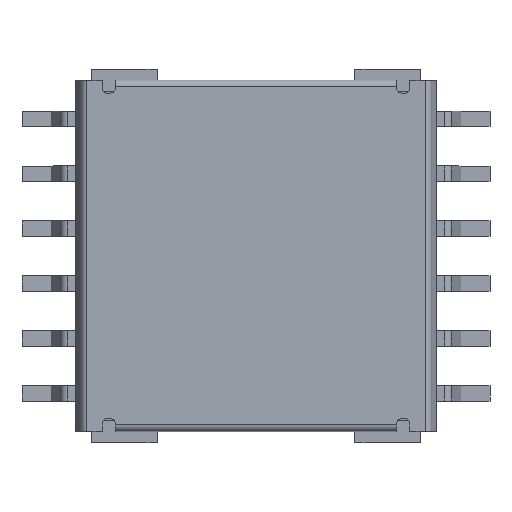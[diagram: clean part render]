
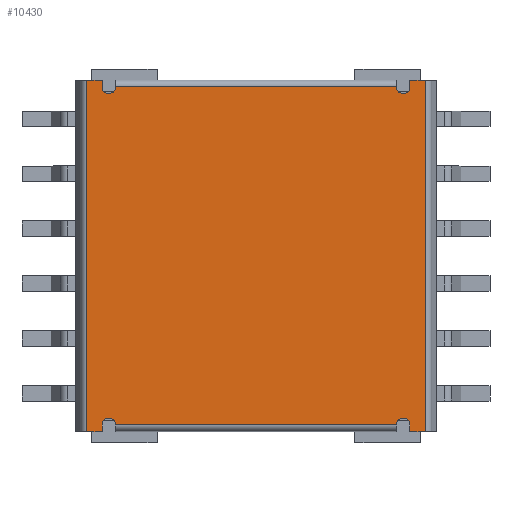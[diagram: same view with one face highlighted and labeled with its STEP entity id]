
A CAD part, top view. The second image highlights one B-rep face of the part: STEP entity #10430.
In plain terms, the highlighted planar face has unit normal (0, 0, 1).
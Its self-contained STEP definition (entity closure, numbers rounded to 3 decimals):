
#510=CARTESIAN_POINT('',(-6.725,-7.7,3.825));
#520=VERTEX_POINT('',#510);
#550=CARTESIAN_POINT('',(-0.025,-7.7,3.825));
#560=DIRECTION('',(1.,0.,0.));
#570=VECTOR('',#560,1.);
#580=LINE('',#550,#570);
#590=CARTESIAN_POINT('',(6.075,-7.7,3.825));
#600=VERTEX_POINT('',#590);
#610=EDGE_CURVE('',#520,#600,#580,.T.);
#1240=CARTESIAN_POINT('',(6.075,7.7,3.825));
#1250=VERTEX_POINT('',#1240);
#1280=CARTESIAN_POINT('',(-0.025,7.7,3.825));
#1290=DIRECTION('',(-1.,0.,0.));
#1300=VECTOR('',#1290,1.);
#1310=LINE('',#1280,#1300);
#1320=CARTESIAN_POINT('',(-6.725,7.7,3.825));
#1330=VERTEX_POINT('',#1320);
#1340=EDGE_CURVE('',#1250,#1330,#1310,.T.);
#2900=CARTESIAN_POINT('',(6.425,7.4,3.825));
#2910=VERTEX_POINT('',#2900);
#2940=CARTESIAN_POINT('',(2.492,7.4,3.825));
#2950=DIRECTION('',(1.,0.,0.));
#2960=VECTOR('',#2950,1.);
#2970=LINE('',#2940,#2960);
#2980=CARTESIAN_POINT('',(6.325,7.4,3.825));
#2990=VERTEX_POINT('',#2980);
#3000=EDGE_CURVE('',#2990,#2910,#2970,.T.);
#3240=CARTESIAN_POINT('',(6.425,7.65,3.825));
#3250=DIRECTION('',(0.,0.,1.));
#3260=DIRECTION('',(1.,0.,0.));
#3270=AXIS2_PLACEMENT_3D('',#3240,#3250,#3260);
#3280=CIRCLE('',#3270,0.25);
#3290=CARTESIAN_POINT('',(6.675,7.65,3.825));
#3300=VERTEX_POINT('',#3290);
#3310=EDGE_CURVE('',#2910,#3300,#3280,.T.);
#5050=CARTESIAN_POINT('',(6.325,7.65,3.825));
#5060=DIRECTION('',(0.,0.,-1.));
#5070=DIRECTION('',(-1.,0.,0.));
#5080=AXIS2_PLACEMENT_3D('',#5050,#5060,#5070);
#5090=CIRCLE('',#5080,0.25);
#5100=EDGE_CURVE('',#2990,#1250,#5090,.T.);
#6960=CARTESIAN_POINT('',(6.675,8.,3.825));
#6970=VERTEX_POINT('',#6960);
#7000=CARTESIAN_POINT('',(6.675,-5.773,3.825));
#7010=DIRECTION('',(0.,1.,0.));
#7020=VECTOR('',#7010,1.);
#7030=LINE('',#7000,#7020);
#7040=EDGE_CURVE('',#3300,#6970,#7030,.T.);
#7150=CARTESIAN_POINT('',(6.675,-5.773,3.825));
#7160=DIRECTION('',(0.,1.,0.));
#7170=VECTOR('',#7160,1.);
#7180=LINE('',#7150,#7170);
#7190=CARTESIAN_POINT('',(6.675,-8.,3.825));
#7200=VERTEX_POINT('',#7190);
#7210=CARTESIAN_POINT('',(6.675,-7.65,3.825));
#7220=VERTEX_POINT('',#7210);
#7230=EDGE_CURVE('',#7200,#7220,#7180,.T.);
#8100=CARTESIAN_POINT('',(7.375,-7.7,3.825));
#8110=DIRECTION('',(0.,-1.,0.));
#8120=VECTOR('',#8110,1.);
#8130=LINE('',#8100,#8120);
#8140=CARTESIAN_POINT('',(7.375,8.,3.825));
#8150=VERTEX_POINT('',#8140);
#8160=CARTESIAN_POINT('',(7.375,-8.,3.825));
#8170=VERTEX_POINT('',#8160);
#8180=EDGE_CURVE('',#8150,#8170,#8130,.T.);
#9020=CARTESIAN_POINT('',(-3.142,5.773,3.825));
#9030=DIRECTION('',(0.,0.,1.));
#9040=DIRECTION('',(-1.,0.,0.));
#9050=AXIS2_PLACEMENT_3D('',#9020,#9030,#9040);
#9060=PLANE('',#9050);
#9070=ORIENTED_EDGE('',*,*,#1340,.T.);
#9080=ORIENTED_EDGE('',*,*,#5100,.T.);
#9090=ORIENTED_EDGE('',*,*,#3000,.F.);
#9100=ORIENTED_EDGE('',*,*,#3310,.F.);
#9110=ORIENTED_EDGE('',*,*,#7040,.F.);
#9120=CARTESIAN_POINT('',(2.492,8.,3.825));
#9130=DIRECTION('',(1.,0.,0.));
#9140=VECTOR('',#9130,1.);
#9150=LINE('',#9120,#9140);
#9160=EDGE_CURVE('',#6970,#8150,#9150,.T.);
#9170=ORIENTED_EDGE('',*,*,#9160,.F.);
#9180=ORIENTED_EDGE('',*,*,#8180,.F.);
#9190=CARTESIAN_POINT('',(2.492,-8.,3.825));
#9200=DIRECTION('',(-1.,0.,0.));
#9210=VECTOR('',#9200,1.);
#9220=LINE('',#9190,#9210);
#9230=EDGE_CURVE('',#8170,#7200,#9220,.T.);
#9240=ORIENTED_EDGE('',*,*,#9230,.F.);
#9250=ORIENTED_EDGE('',*,*,#7230,.F.);
#9260=CARTESIAN_POINT('',(6.425,-7.65,3.825));
#9270=DIRECTION('',(0.,0.,-1.));
#9280=DIRECTION('',(-1.,0.,0.));
#9290=AXIS2_PLACEMENT_3D('',#9260,#9270,#9280);
#9300=CIRCLE('',#9290,0.25);
#9310=CARTESIAN_POINT('',(6.425,-7.4,3.825));
#9320=VERTEX_POINT('',#9310);
#9330=EDGE_CURVE('',#9320,#7220,#9300,.T.);
#9340=ORIENTED_EDGE('',*,*,#9330,.T.);
#9350=CARTESIAN_POINT('',(2.492,-7.4,3.825));
#9360=DIRECTION('',(-1.,0.,0.));
#9370=VECTOR('',#9360,1.);
#9380=LINE('',#9350,#9370);
#9390=CARTESIAN_POINT('',(6.325,-7.4,3.825));
#9400=VERTEX_POINT('',#9390);
#9410=EDGE_CURVE('',#9320,#9400,#9380,.T.);
#9420=ORIENTED_EDGE('',*,*,#9410,.F.);
#9430=CARTESIAN_POINT('',(6.325,-7.65,3.825));
#9440=DIRECTION('',(0.,0.,1.));
#9450=DIRECTION('',(1.,0.,0.));
#9460=AXIS2_PLACEMENT_3D('',#9430,#9440,#9450);
#9470=CIRCLE('',#9460,0.25);
#9480=EDGE_CURVE('',#9400,#600,#9470,.T.);
#9490=ORIENTED_EDGE('',*,*,#9480,.F.);
#9500=ORIENTED_EDGE('',*,*,#610,.T.);
#9510=CARTESIAN_POINT('',(-6.975,-7.65,3.825));
#9520=DIRECTION('',(0.,0.,-1.));
#9530=DIRECTION('',(-1.,0.,0.));
#9540=AXIS2_PLACEMENT_3D('',#9510,#9520,#9530);
#9550=CIRCLE('',#9540,0.25);
#9560=CARTESIAN_POINT('',(-6.975,-7.4,3.825));
#9570=VERTEX_POINT('',#9560);
#9580=EDGE_CURVE('',#9570,#520,#9550,.T.);
#9590=ORIENTED_EDGE('',*,*,#9580,.T.);
#9600=CARTESIAN_POINT('',(2.492,-7.4,3.825));
#9610=DIRECTION('',(-1.,0.,0.));
#9620=VECTOR('',#9610,1.);
#9630=LINE('',#9600,#9620);
#9640=CARTESIAN_POINT('',(-7.075,-7.4,3.825));
#9650=VERTEX_POINT('',#9640);
#9660=EDGE_CURVE('',#9570,#9650,#9630,.T.);
#9670=ORIENTED_EDGE('',*,*,#9660,.F.);
#9680=CARTESIAN_POINT('',(-7.075,-7.65,3.825));
#9690=DIRECTION('',(0.,0.,1.));
#9700=DIRECTION('',(1.,0.,0.));
#9710=AXIS2_PLACEMENT_3D('',#9680,#9690,#9700);
#9720=CIRCLE('',#9710,0.25);
#9730=CARTESIAN_POINT('',(-7.325,-7.65,3.825));
#9740=VERTEX_POINT('',#9730);
#9750=EDGE_CURVE('',#9650,#9740,#9720,.T.);
#9760=ORIENTED_EDGE('',*,*,#9750,.F.);
#9770=CARTESIAN_POINT('',(-7.325,-5.773,3.825));
#9780=DIRECTION('',(0.,-1.,0.));
#9790=VECTOR('',#9780,1.);
#9800=LINE('',#9770,#9790);
#9810=CARTESIAN_POINT('',(-7.325,-8.,3.825));
#9820=VERTEX_POINT('',#9810);
#9830=EDGE_CURVE('',#9740,#9820,#9800,.T.);
#9840=ORIENTED_EDGE('',*,*,#9830,.F.);
#9850=CARTESIAN_POINT('',(2.492,-8.,3.825));
#9860=DIRECTION('',(-1.,0.,0.));
#9870=VECTOR('',#9860,1.);
#9880=LINE('',#9850,#9870);
#9890=CARTESIAN_POINT('',(-8.025,-8.,3.825));
#9900=VERTEX_POINT('',#9890);
#9910=EDGE_CURVE('',#9820,#9900,#9880,.T.);
#9920=ORIENTED_EDGE('',*,*,#9910,.F.);
#9930=CARTESIAN_POINT('',(-8.025,7.7,3.825));
#9940=DIRECTION('',(0.,1.,0.));
#9950=VECTOR('',#9940,1.);
#9960=LINE('',#9930,#9950);
#9970=CARTESIAN_POINT('',(-8.025,8.,3.825));
#9980=VERTEX_POINT('',#9970);
#9990=EDGE_CURVE('',#9900,#9980,#9960,.T.);
#10000=ORIENTED_EDGE('',*,*,#9990,.F.);
#10010=CARTESIAN_POINT('',(2.492,8.,3.825));
#10020=DIRECTION('',(1.,0.,0.));
#10030=VECTOR('',#10020,1.);
#10040=LINE('',#10010,#10030);
#10050=CARTESIAN_POINT('',(-7.325,8.,3.825));
#10060=VERTEX_POINT('',#10050);
#10070=EDGE_CURVE('',#9980,#10060,#10040,.T.);
#10080=ORIENTED_EDGE('',*,*,#10070,.F.);
#10090=CARTESIAN_POINT('',(-7.325,-5.773,3.825));
#10100=DIRECTION('',(0.,-1.,0.));
#10110=VECTOR('',#10100,1.);
#10120=LINE('',#10090,#10110);
#10130=CARTESIAN_POINT('',(-7.325,7.65,3.825));
#10140=VERTEX_POINT('',#10130);
#10150=EDGE_CURVE('',#10060,#10140,#10120,.T.);
#10160=ORIENTED_EDGE('',*,*,#10150,.F.);
#10170=CARTESIAN_POINT('',(-7.075,7.65,3.825));
#10180=DIRECTION('',(0.,0.,-1.));
#10190=DIRECTION('',(-1.,0.,0.));
#10200=AXIS2_PLACEMENT_3D('',#10170,#10180,#10190);
#10210=CIRCLE('',#10200,0.25);
#10220=CARTESIAN_POINT('',(-7.075,7.4,3.825));
#10230=VERTEX_POINT('',#10220);
#10240=EDGE_CURVE('',#10230,#10140,#10210,.T.);
#10250=ORIENTED_EDGE('',*,*,#10240,.T.);
#10260=CARTESIAN_POINT('',(2.492,7.4,3.825));
#10270=DIRECTION('',(1.,0.,0.));
#10280=VECTOR('',#10270,1.);
#10290=LINE('',#10260,#10280);
#10300=CARTESIAN_POINT('',(-6.975,7.4,3.825));
#10310=VERTEX_POINT('',#10300);
#10320=EDGE_CURVE('',#10230,#10310,#10290,.T.);
#10330=ORIENTED_EDGE('',*,*,#10320,.F.);
#10340=CARTESIAN_POINT('',(-6.975,7.65,3.825));
#10350=DIRECTION('',(0.,0.,1.));
#10360=DIRECTION('',(1.,0.,0.));
#10370=AXIS2_PLACEMENT_3D('',#10340,#10350,#10360);
#10380=CIRCLE('',#10370,0.25);
#10390=EDGE_CURVE('',#10310,#1330,#10380,.T.);
#10400=ORIENTED_EDGE('',*,*,#10390,.F.);
#10410=EDGE_LOOP('',(#10400,#10330,#10250,#10160,#10080,#10000,#9920,
#9840,#9760,#9670,#9590,#9500,#9490,#9420,#9340,#9250,#9240,#9180,#9170,
#9110,#9100,#9090,#9080,#9070));
#10420=FACE_OUTER_BOUND('',#10410,.T.);
#10430=ADVANCED_FACE('',(#10420),#9060,.T.);
